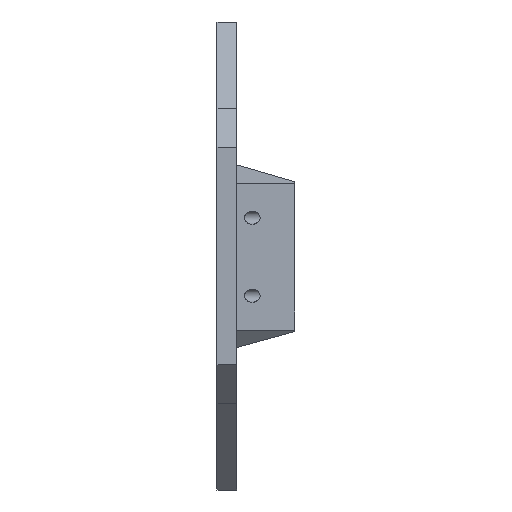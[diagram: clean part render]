
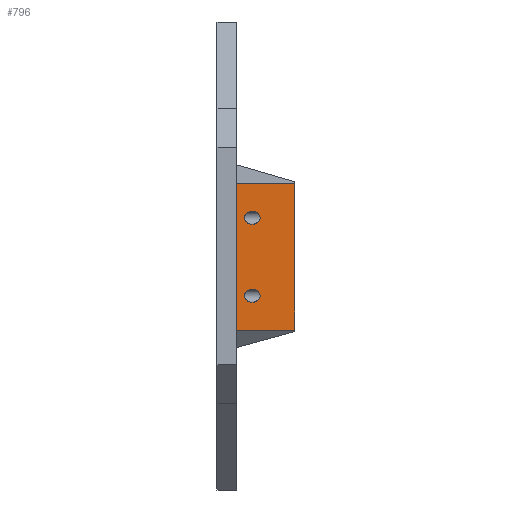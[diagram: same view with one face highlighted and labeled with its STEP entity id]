
A CAD part, left-side view. The second image highlights one B-rep face of the part: STEP entity #796.
In plain terms, the highlighted planar face has unit normal (-1, 0, 0).
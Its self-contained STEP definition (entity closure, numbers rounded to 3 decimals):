
#15=ELLIPSE('',#849,2.014,1.65);
#16=ELLIPSE('',#852,2.014,1.65);
#37=FACE_BOUND('',#137,.T.);
#38=FACE_BOUND('',#138,.T.);
#88=FACE_OUTER_BOUND('',#136,.T.);
#136=EDGE_LOOP('',(#650,#651,#652,#653,#654,#655,#656));
#137=EDGE_LOOP('',(#657));
#138=EDGE_LOOP('',(#658));
#175=LINE('',#1129,#265);
#209=LINE('',#1219,#299);
#210=LINE('',#1222,#300);
#212=LINE('',#1225,#302);
#225=LINE('',#1267,#315);
#226=LINE('',#1270,#316);
#227=LINE('',#1271,#317);
#265=VECTOR('',#911,10.);
#299=VECTOR('',#985,10.);
#300=VECTOR('',#988,10.);
#302=VECTOR('',#992,10.);
#315=VECTOR('',#1041,10.);
#316=VECTOR('',#1044,10.);
#317=VECTOR('',#1045,10.);
#354=VERTEX_POINT('',#1126);
#355=VERTEX_POINT('',#1128);
#364=VERTEX_POINT('',#1146);
#381=VERTEX_POINT('',#1186);
#383=VERTEX_POINT('',#1192);
#391=VERTEX_POINT('',#1217);
#392=VERTEX_POINT('',#1221);
#403=VERTEX_POINT('',#1265);
#404=VERTEX_POINT('',#1269);
#428=EDGE_CURVE('',#354,#355,#175,.T.);
#458=EDGE_CURVE('',#381,#381,#15,.T.);
#461=EDGE_CURVE('',#383,#383,#16,.T.);
#474=EDGE_CURVE('',#354,#391,#209,.T.);
#475=EDGE_CURVE('',#364,#392,#210,.T.);
#477=EDGE_CURVE('',#392,#391,#212,.T.);
#498=EDGE_CURVE('',#364,#403,#225,.T.);
#499=EDGE_CURVE('',#404,#403,#226,.T.);
#500=EDGE_CURVE('',#355,#404,#227,.T.);
#650=ORIENTED_EDGE('',*,*,#498,.T.);
#651=ORIENTED_EDGE('',*,*,#499,.F.);
#652=ORIENTED_EDGE('',*,*,#500,.F.);
#653=ORIENTED_EDGE('',*,*,#428,.F.);
#654=ORIENTED_EDGE('',*,*,#474,.T.);
#655=ORIENTED_EDGE('',*,*,#477,.F.);
#656=ORIENTED_EDGE('',*,*,#475,.F.);
#657=ORIENTED_EDGE('',*,*,#458,.T.);
#658=ORIENTED_EDGE('',*,*,#461,.T.);
#758=PLANE('',#877);
#796=ADVANCED_FACE('',(#88,#37,#38),#758,.T.);
#849=AXIS2_PLACEMENT_3D('',#1188,#956,#957);
#852=AXIS2_PLACEMENT_3D('',#1194,#963,#964);
#877=AXIS2_PLACEMENT_3D('',#1268,#1042,#1043);
#911=DIRECTION('',(0.,0.,1.));
#956=DIRECTION('center_axis',(1.,0.,0.));
#957=DIRECTION('ref_axis',(0.,-1.,0.));
#963=DIRECTION('center_axis',(1.,0.,0.));
#964=DIRECTION('ref_axis',(0.,-1.,0.));
#985=DIRECTION('',(0.,-1.,0.));
#988=DIRECTION('',(0.,-1.,0.));
#992=DIRECTION('',(0.,0.,-1.));
#1041=DIRECTION('',(0.,1.,0.));
#1042=DIRECTION('center_axis',(-1.,0.,0.));
#1043=DIRECTION('ref_axis',(0.,0.,1.));
#1044=DIRECTION('',(0.,0.,1.));
#1045=DIRECTION('',(0.,1.,0.));
#1126=CARTESIAN_POINT('',(45.,0.,-19.));
#1128=CARTESIAN_POINT('',(45.,0.,-18.64));
#1129=CARTESIAN_POINT('',(45.,0.,9.32));
#1146=CARTESIAN_POINT('',(45.,0.,18.64));
#1186=CARTESIAN_POINT('',(45.,-2.021,9.82));
#1188=CARTESIAN_POINT('Origin',(45.,-4.035,9.82));
#1192=CARTESIAN_POINT('',(45.,-2.021,-10.18));
#1194=CARTESIAN_POINT('Origin',(45.,-4.035,-10.18));
#1217=CARTESIAN_POINT('',(45.,-15.,-19.));
#1219=CARTESIAN_POINT('',(45.,0.,-19.));
#1221=CARTESIAN_POINT('',(45.,-15.,18.64));
#1222=CARTESIAN_POINT('',(45.,0.,18.64));
#1225=CARTESIAN_POINT('',(45.,-15.,18.64));
#1265=CARTESIAN_POINT('',(45.,5.,18.64));
#1267=CARTESIAN_POINT('',(45.,0.,18.64));
#1268=CARTESIAN_POINT('Origin',(45.,0.,-18.64));
#1269=CARTESIAN_POINT('',(45.,5.,-18.64));
#1270=CARTESIAN_POINT('',(45.,5.,-18.64));
#1271=CARTESIAN_POINT('',(45.,0.,-18.64));
